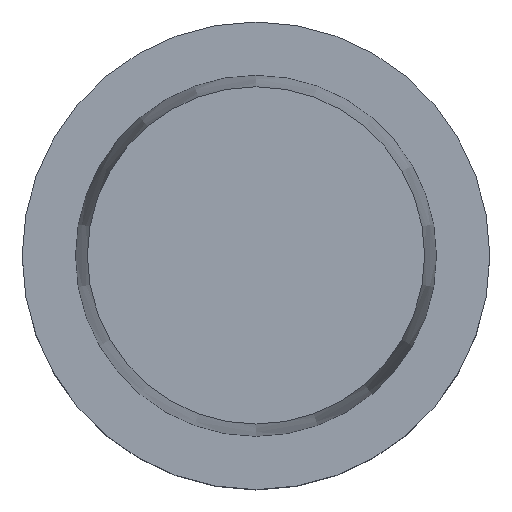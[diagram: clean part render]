
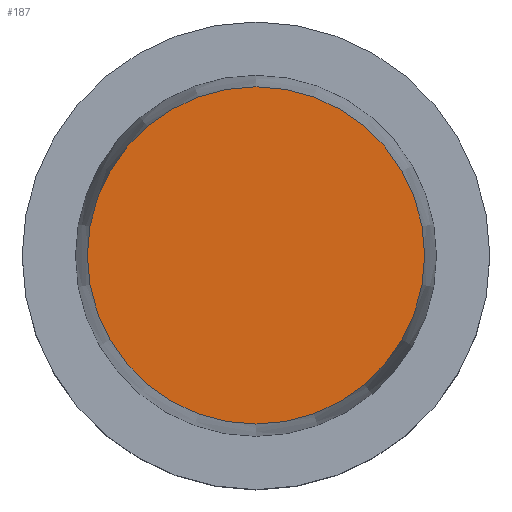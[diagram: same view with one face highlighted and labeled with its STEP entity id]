
A CAD part, top view. The second image highlights one B-rep face of the part: STEP entity #187.
In plain terms, the highlighted planar face has unit normal (0, 0, 1).
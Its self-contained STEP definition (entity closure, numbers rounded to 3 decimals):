
#187=ADVANCED_FACE('Unnamed[1]',(#382),#383,.T.);
#189=EDGE_CURVE('Unnamed[1]',#385,#385,#386,.T.);
#382=FACE_OUTER_BOUND('',#614,.T.);
#383=PLANE('',#615);
#385=VERTEX_POINT('',#618);
#386=CIRCLE('',#619,22.715);
#614=EDGE_LOOP('',(#814));
#615=AXIS2_PLACEMENT_3D('',#815,#816,#817);
#618=CARTESIAN_POINT('',(0.,22.715,32.0));
#619=AXIS2_PLACEMENT_3D('',#818,#819,#820);
#814=ORIENTED_EDGE('',*,*,#189,.T.);
#815=CARTESIAN_POINT('',(0.,11.358,32.0));
#816=DIRECTION('',(0.,0.,1.0));
#817=DIRECTION('',(0.,1.0,0.));
#818=CARTESIAN_POINT('',(0.,0.,32.0));
#819=DIRECTION('',(0.,0.,1.0));
#820=DIRECTION('',(0.,1.0,0.));
